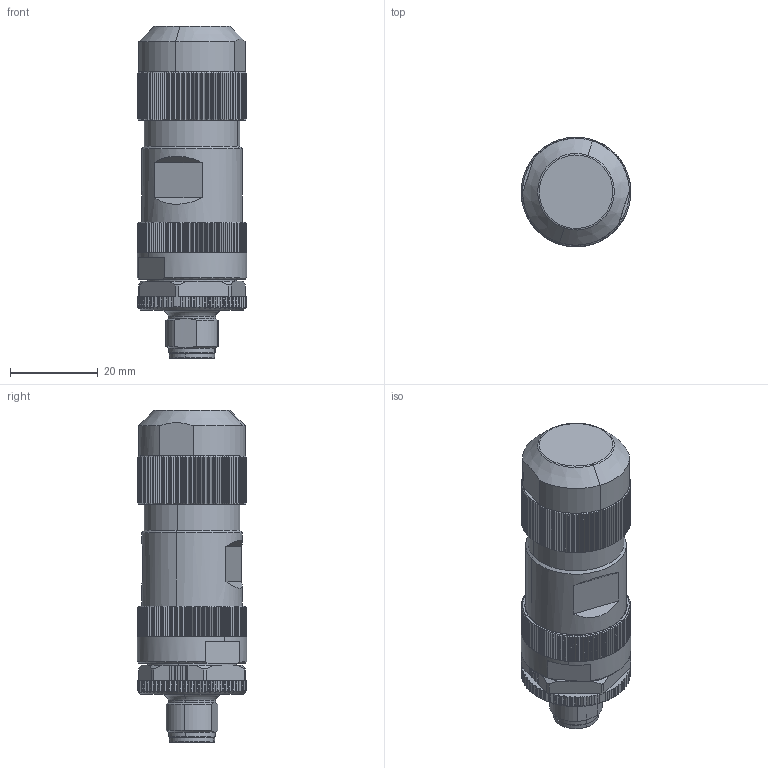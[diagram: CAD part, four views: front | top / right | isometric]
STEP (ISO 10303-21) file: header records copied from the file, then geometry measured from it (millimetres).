
FILE_DESCRIPTION(('CATIA V5 STEP Exchange','CAx-IF Rec.Pracs.--- Model Styling and Organization---1.4--- 2014-01-23'),'2;1');
FILE_NAME ('1167000-1_0', '2021-10-25T05:09:08+00:00', ('none'), ('Weidmueller'), 'CATIA Version 5-6 Release 2016 SP3 HF44', 'CATIA V5 STEP AP214', 'none');
FILE_SCHEMA(('AUTOMOTIVE_DESIGN { 1 0 10303 214 1 1 1 1 }'));
Length unit declared in the file: millimetre
Products named in the file (1): 2703490000
Bounding box: 25 x 25 x 75.8 mm (x, y, z)
Volume: 28902.9 mm3; surface area: 9156.1 mm2
Topology: 3 solids, 3 shells, 1349 faces, 3889 edges, 2539 vertices
Faces by surface type: plane 848, cylinder 399, torus 54, cone 28, sphere 18, bspline 2
Entity records: 45566 total; most frequent: CARTESIAN_POINT 12750, ORIENTED_EDGE 7734, DIRECTION 5337, EDGE_CURVE 3867, VERTEX_POINT 2539, AXIS2_PLACEMENT_3D 2295, VECTOR 1702, LINE 1702
